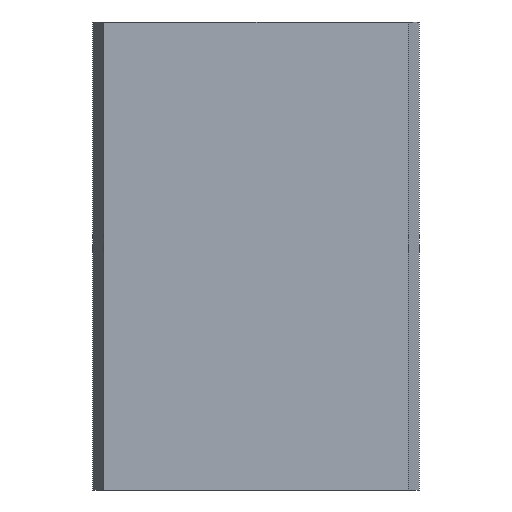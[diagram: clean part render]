
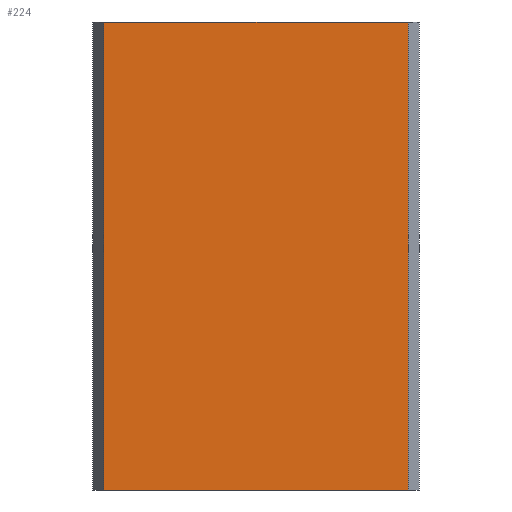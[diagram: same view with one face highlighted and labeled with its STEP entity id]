
A CAD part, front view. The second image highlights one B-rep face of the part: STEP entity #224.
In plain terms, the highlighted planar face has unit normal (0, -1, 0).
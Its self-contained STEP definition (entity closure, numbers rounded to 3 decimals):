
#9 = VECTOR ( 'NONE', #213, 1000. ) ;
#13 = CARTESIAN_POINT ( 'NONE',  ( -35.153, -22.6, -8. ) ) ;
#15 = AXIS2_PLACEMENT_3D ( 'NONE', #432, #45, #236 ) ;
#30 = VECTOR ( 'NONE', #427, 1000. ) ;
#45 = DIRECTION ( 'NONE',  ( 0., 1., 0. ) ) ;
#74 = VERTEX_POINT ( 'NONE', #13 ) ;
#79 = PLANE ( 'NONE',  #15 ) ;
#80 = CARTESIAN_POINT ( 'NONE',  ( -63.153, -22.6, -51. ) ) ;
#86 = LINE ( 'NONE', #351, #331 ) ;
#101 = LINE ( 'NONE', #141, #314 ) ;
#105 = EDGE_CURVE ( 'NONE', #422, #201, #86, .T. ) ;
#114 = EDGE_LOOP ( 'NONE', ( #234, #494, #426, #153 ) ) ;
#141 = CARTESIAN_POINT ( 'NONE',  ( -63.153, -22.6, -8. ) ) ;
#153 = ORIENTED_EDGE ( 'NONE', *, *, #318, .T. ) ;
#156 = CARTESIAN_POINT ( 'NONE',  ( -35.153, -22.6, -51. ) ) ;
#201 = VERTEX_POINT ( 'NONE', #80 ) ;
#209 = DIRECTION ( 'NONE',  ( -1., 0., 0. ) ) ;
#213 = DIRECTION ( 'NONE',  ( 0., 0., 1. ) ) ;
#224 = ADVANCED_FACE ( 'NONE', ( #386 ), #79, .F. ) ;
#234 = ORIENTED_EDGE ( 'NONE', *, *, #363, .T. ) ;
#236 = DIRECTION ( 'NONE',  ( -1., 0., 0. ) ) ;
#271 = CARTESIAN_POINT ( 'NONE',  ( -63.153, -22.6, -8. ) ) ;
#311 = VERTEX_POINT ( 'NONE', #271 ) ;
#314 = VECTOR ( 'NONE', #359, 1000. ) ;
#318 = EDGE_CURVE ( 'NONE', #422, #74, #429, .T. ) ;
#331 = VECTOR ( 'NONE', #209, 1000. ) ;
#351 = CARTESIAN_POINT ( 'NONE',  ( -63.153, -22.6, -51. ) ) ;
#359 = DIRECTION ( 'NONE',  ( -1., 0., 0. ) ) ;
#363 = EDGE_CURVE ( 'NONE', #74, #311, #101, .T. ) ;
#364 = CARTESIAN_POINT ( 'NONE',  ( -63.153, -22.6, -51. ) ) ;
#368 = CARTESIAN_POINT ( 'NONE',  ( -35.153, -22.6, -51. ) ) ;
#386 = FACE_OUTER_BOUND ( 'NONE', #114, .T. ) ;
#422 = VERTEX_POINT ( 'NONE', #368 ) ;
#426 = ORIENTED_EDGE ( 'NONE', *, *, #105, .F. ) ;
#427 = DIRECTION ( 'NONE',  ( 0., 0., 1. ) ) ;
#429 = LINE ( 'NONE', #156, #30 ) ;
#432 = CARTESIAN_POINT ( 'NONE',  ( -63.153, -22.6, -51. ) ) ;
#486 = LINE ( 'NONE', #364, #9 ) ;
#489 = EDGE_CURVE ( 'NONE', #201, #311, #486, .T. ) ;
#494 = ORIENTED_EDGE ( 'NONE', *, *, #489, .F. ) ;
